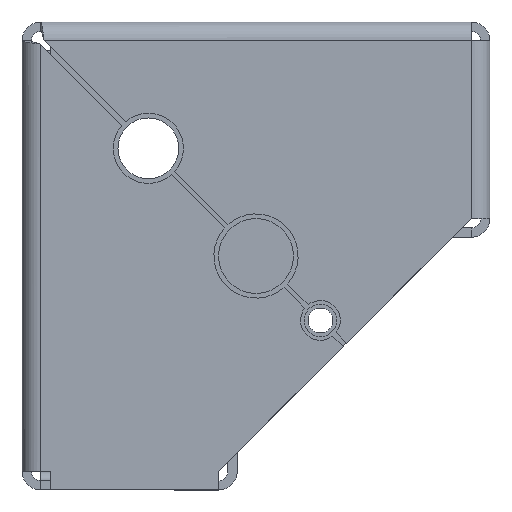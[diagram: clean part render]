
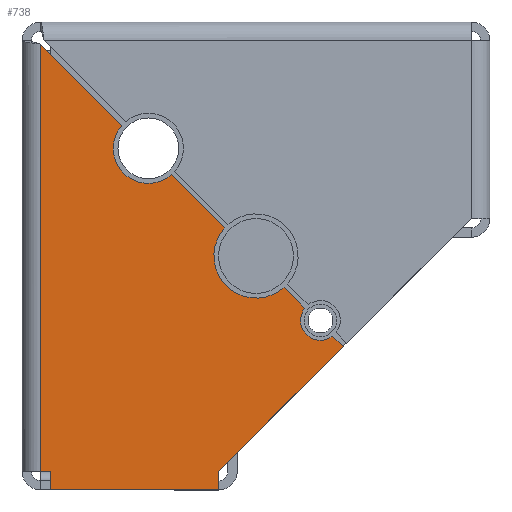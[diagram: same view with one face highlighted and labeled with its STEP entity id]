
A CAD part, front view. The second image highlights one B-rep face of the part: STEP entity #738.
In plain terms, the highlighted planar face has unit normal (0, -1, 0).
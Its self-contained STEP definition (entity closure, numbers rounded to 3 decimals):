
#67 = EDGE_CURVE ( 'NONE', #1955, #5127, #1444, .T. ) ;
#101 = DIRECTION ( 'NONE',  ( 0.707, 0., -0.707 ) ) ;
#106 = CARTESIAN_POINT ( 'NONE',  ( -222.481, -2.25, -67.108 ) ) ;
#172 = ORIENTED_EDGE ( 'NONE', *, *, #9200, .F. ) ;
#315 = DIRECTION ( 'NONE',  ( -1., 0., 0. ) ) ;
#320 = CARTESIAN_POINT ( 'NONE',  ( -284.882, -2.25, -4.707 ) ) ;
#368 = LINE ( 'NONE', #3261, #3425 ) ;
#507 = CIRCLE ( 'NONE', #7119, 4.25 ) ;
#513 = ORIENTED_EDGE ( 'NONE', *, *, #5381, .F. ) ;
#630 = CARTESIAN_POINT ( 'NONE',  ( -228.45, -2.25, -61.139 ) ) ;
#694 = DIRECTION ( 'NONE',  ( -1., 0., 0. ) ) ;
#738 = ADVANCED_FACE ( 'NONE', ( #1215 ), #9355, .F. ) ;
#759 = ORIENTED_EDGE ( 'NONE', *, *, #3338, .F. ) ;
#772 = CARTESIAN_POINT ( 'NONE',  ( -225.112, -2.25, -63.77 ) ) ;
#916 = ORIENTED_EDGE ( 'NONE', *, *, #3178, .F. ) ;
#967 = VERTEX_POINT ( 'NONE', #8966 ) ;
#1215 = FACE_OUTER_BOUND ( 'NONE', #2455, .T. ) ;
#1444 = LINE ( 'NONE', #2079, #8917 ) ;
#1701 = AXIS2_PLACEMENT_3D ( 'NONE', #9410, #6391, #6294 ) ;
#1724 = ORIENTED_EDGE ( 'NONE', *, *, #2972, .F. ) ;
#1788 = VECTOR ( 'NONE', #6069, 1000. ) ;
#1955 = VERTEX_POINT ( 'NONE', #8337 ) ;
#2025 = CARTESIAN_POINT ( 'NONE',  ( -246.882, -2.25, -100. ) ) ;
#2032 = EDGE_CURVE ( 'NONE', #5127, #4506, #507, .T. ) ;
#2079 = CARTESIAN_POINT ( 'NONE',  ( -284.882, -2.25, -4.707 ) ) ;
#2112 = VECTOR ( 'NONE', #9187, 1000. ) ;
#2130 = LINE ( 'NONE', #4368, #4945 ) ;
#2353 = DIRECTION ( 'NONE',  ( -1., 0., 0. ) ) ;
#2368 = LINE ( 'NONE', #320, #3417 ) ;
#2455 = EDGE_LOOP ( 'NONE', ( #3535, #6626, #4929, #6849, #4067, #916, #8602, #513, #172, #1724, #5268, #4967, #759 ) ) ;
#2474 = DIRECTION ( 'NONE',  ( 0., 0., 1. ) ) ;
#2580 = EDGE_CURVE ( 'NONE', #8274, #4671, #7857, .T. ) ;
#2972 = EDGE_CURVE ( 'NONE', #4671, #4019, #368, .T. ) ;
#3058 = DIRECTION ( 'NONE',  ( 0., -1., 0. ) ) ;
#3070 = DIRECTION ( 'NONE',  ( 0., -1., 0. ) ) ;
#3120 = LINE ( 'NONE', #5206, #1788 ) ;
#3178 = EDGE_CURVE ( 'NONE', #9026, #8813, #2130, .T. ) ;
#3211 = CARTESIAN_POINT ( 'NONE',  ( -267.527, -2.25, -22.062 ) ) ;
#3261 = CARTESIAN_POINT ( 'NONE',  ( -282.882, -2.25, -100. ) ) ;
#3338 = EDGE_CURVE ( 'NONE', #4506, #6370, #2368, .T. ) ;
#3417 = VECTOR ( 'NONE', #4572, 1000. ) ;
#3422 = LINE ( 'NONE', #7837, #9201 ) ;
#3425 = VECTOR ( 'NONE', #315, 1000. ) ;
#3526 = AXIS2_PLACEMENT_3D ( 'NONE', #5249, #3070, #5966 ) ;
#3535 = ORIENTED_EDGE ( 'NONE', *, *, #2032, .F. ) ;
#3573 = DIRECTION ( 'NONE',  ( 0., -1., 0. ) ) ;
#3644 = EDGE_CURVE ( 'NONE', #6998, #7947, #3120, .T. ) ;
#3883 = AXIS2_PLACEMENT_3D ( 'NONE', #6739, #3058, #2353 ) ;
#3901 = CARTESIAN_POINT ( 'NONE',  ( -282.882, -2.25, -96. ) ) ;
#4019 = VERTEX_POINT ( 'NONE', #7815 ) ;
#4067 = ORIENTED_EDGE ( 'NONE', *, *, #8431, .F. ) ;
#4345 = DIRECTION ( 'NONE',  ( 0.707, 0., -0.707 ) ) ;
#4368 = CARTESIAN_POINT ( 'NONE',  ( -284.882, -2.25, -4.707 ) ) ;
#4396 = EDGE_CURVE ( 'NONE', #6370, #8274, #3422, .T. ) ;
#4506 = VERTEX_POINT ( 'NONE', #106 ) ;
#4537 = LINE ( 'NONE', #3901, #6084 ) ;
#4572 = DIRECTION ( 'NONE',  ( 0.707, 0., -0.707 ) ) ;
#4580 = CARTESIAN_POINT ( 'NONE',  ( -284.882, -2.25, -4. ) ) ;
#4609 = EDGE_CURVE ( 'NONE', #8923, #9026, #6953, .T. ) ;
#4671 = VERTEX_POINT ( 'NONE', #7879 ) ;
#4818 = DIRECTION ( 'NONE',  ( -0.707, 0., -0.707 ) ) ;
#4929 = ORIENTED_EDGE ( 'NONE', *, *, #7225, .F. ) ;
#4945 = VECTOR ( 'NONE', #101, 1000. ) ;
#4967 = ORIENTED_EDGE ( 'NONE', *, *, #4396, .F. ) ;
#5127 = VERTEX_POINT ( 'NONE', #630 ) ;
#5206 = CARTESIAN_POINT ( 'NONE',  ( -284.882, -2.25, -4.707 ) ) ;
#5249 = CARTESIAN_POINT ( 'NONE',  ( -238.882, -2.25, -50. ) ) ;
#5268 = ORIENTED_EDGE ( 'NONE', *, *, #2580, .F. ) ;
#5381 = EDGE_CURVE ( 'NONE', #967, #8923, #5815, .T. ) ;
#5556 = CARTESIAN_POINT ( 'NONE',  ( -256.944, -2.25, -32.645 ) ) ;
#5815 = LINE ( 'NONE', #7292, #7510 ) ;
#5943 = CARTESIAN_POINT ( 'NONE',  ( -220.236, -2.25, -69.354 ) ) ;
#5966 = DIRECTION ( 'NONE',  ( -1., 0., 0. ) ) ;
#6069 = DIRECTION ( 'NONE',  ( 0.707, 0., -0.707 ) ) ;
#6084 = VECTOR ( 'NONE', #2474, 1000. ) ;
#6294 = DIRECTION ( 'NONE',  ( 1., 0., 0. ) ) ;
#6370 = VERTEX_POINT ( 'NONE', #5943 ) ;
#6391 = DIRECTION ( 'NONE',  ( 0., 1., 0. ) ) ;
#6626 = ORIENTED_EDGE ( 'NONE', *, *, #67, .F. ) ;
#6739 = CARTESIAN_POINT ( 'NONE',  ( -261.882, -2.25, -27. ) ) ;
#6849 = ORIENTED_EDGE ( 'NONE', *, *, #3644, .F. ) ;
#6953 = LINE ( 'NONE', #4580, #2112 ) ;
#6998 = VERTEX_POINT ( 'NONE', #5556 ) ;
#7119 = AXIS2_PLACEMENT_3D ( 'NONE', #772, #3573, #8807 ) ;
#7179 = DIRECTION ( 'NONE',  ( 0., 0., -1. ) ) ;
#7225 = EDGE_CURVE ( 'NONE', #7947, #1955, #8625, .T. ) ;
#7292 = CARTESIAN_POINT ( 'NONE',  ( -282.882, -2.25, -96. ) ) ;
#7304 = CIRCLE ( 'NONE', #3883, 7.5 ) ;
#7510 = VECTOR ( 'NONE', #694, 1000. ) ;
#7815 = CARTESIAN_POINT ( 'NONE',  ( -282.882, -2.25, -100. ) ) ;
#7837 = CARTESIAN_POINT ( 'NONE',  ( -246.882, -2.25, -96. ) ) ;
#7857 = LINE ( 'NONE', #2025, #8824 ) ;
#7862 = CARTESIAN_POINT ( 'NONE',  ( -284.882, -2.25, -96. ) ) ;
#7879 = CARTESIAN_POINT ( 'NONE',  ( -246.882, -2.25, -100. ) ) ;
#7920 = CARTESIAN_POINT ( 'NONE',  ( -246.882, -2.25, -96. ) ) ;
#7947 = VERTEX_POINT ( 'NONE', #9362 ) ;
#8274 = VERTEX_POINT ( 'NONE', #7920 ) ;
#8337 = CARTESIAN_POINT ( 'NONE',  ( -232.882, -2.25, -56.708 ) ) ;
#8431 = EDGE_CURVE ( 'NONE', #8813, #6998, #7304, .T. ) ;
#8602 = ORIENTED_EDGE ( 'NONE', *, *, #4609, .F. ) ;
#8625 = CIRCLE ( 'NONE', #3526, 9. ) ;
#8667 = CARTESIAN_POINT ( 'NONE',  ( -284.882, -2.25, -4.707 ) ) ;
#8807 = DIRECTION ( 'NONE',  ( -1., 0., 0. ) ) ;
#8813 = VERTEX_POINT ( 'NONE', #3211 ) ;
#8824 = VECTOR ( 'NONE', #7179, 1000. ) ;
#8917 = VECTOR ( 'NONE', #4345, 1000. ) ;
#8923 = VERTEX_POINT ( 'NONE', #7862 ) ;
#8966 = CARTESIAN_POINT ( 'NONE',  ( -282.882, -2.25, -96. ) ) ;
#9026 = VERTEX_POINT ( 'NONE', #8667 ) ;
#9187 = DIRECTION ( 'NONE',  ( 0., 0., 1. ) ) ;
#9200 = EDGE_CURVE ( 'NONE', #4019, #967, #4537, .T. ) ;
#9201 = VECTOR ( 'NONE', #4818, 1000. ) ;
#9355 = PLANE ( 'NONE',  #1701 ) ;
#9362 = CARTESIAN_POINT ( 'NONE',  ( -245.59, -2.25, -43.999 ) ) ;
#9410 = CARTESIAN_POINT ( 'NONE',  ( -188.882, -2.25, 0. ) ) ;
